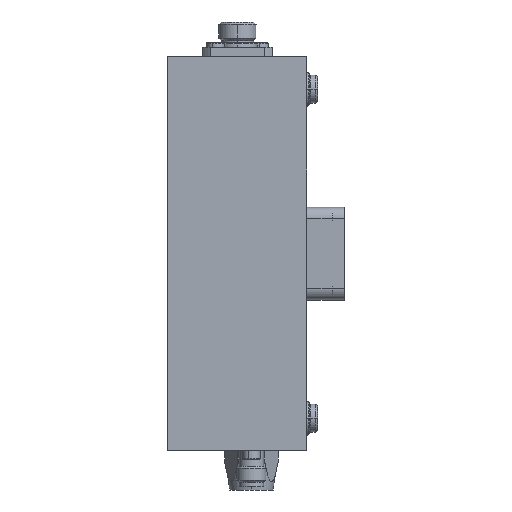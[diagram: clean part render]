
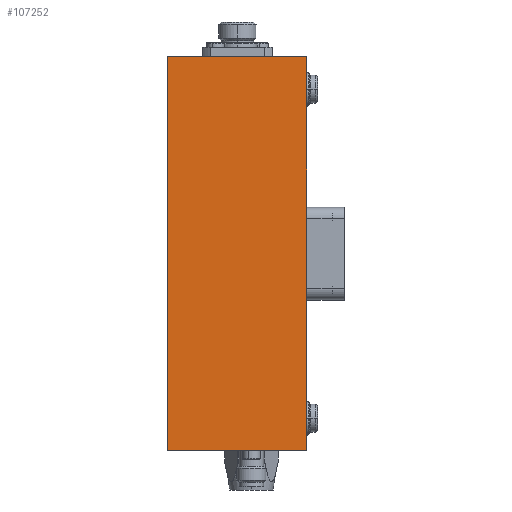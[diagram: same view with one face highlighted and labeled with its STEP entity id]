
A CAD part, left-side view. The second image highlights one B-rep face of the part: STEP entity #107252.
In plain terms, the highlighted planar face has unit normal (-1, 0, 0).
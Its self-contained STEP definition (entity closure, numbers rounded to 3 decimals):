
#44027 = CARTESIAN_POINT ( 'NONE',  ( -40., 30., -42.5 ) ) ;
#44105 = DIRECTION ( 'NONE',  ( 0., -1., 0. ) ) ;
#44107 = VECTOR ( 'NONE', #44105, 1000. ) ;
#44109 = CARTESIAN_POINT ( 'NONE',  ( -40., 30., -42.5 ) ) ;
#44116 = LINE ( 'NONE', #44109, #44107 ) ;
#44218 = CARTESIAN_POINT ( 'NONE',  ( -40., 0., -42.5 ) ) ;
#51987 = CARTESIAN_POINT ( 'NONE',  ( -40., 0., 42.5 ) ) ;
#52014 = VECTOR ( 'NONE', #52017, 1000. ) ;
#52015 = LINE ( 'NONE', #52018, #52014 ) ;
#52017 = DIRECTION ( 'NONE',  ( 0., 0., 1. ) ) ;
#52018 = CARTESIAN_POINT ( 'NONE',  ( -40., 0., -42.5 ) ) ;
#52077 = PLANE ( 'NONE',  #52097 ) ;
#52097 = AXIS2_PLACEMENT_3D ( 'NONE', #52146, #52145, #52144 ) ;
#52103 = CARTESIAN_POINT ( 'NONE',  ( -40., 30., 42.5 ) ) ;
#52114 = FACE_OUTER_BOUND ( 'NONE', #107260, .T. ) ;
#52140 = DIRECTION ( 'NONE',  ( 0., -1., 0. ) ) ;
#52141 = VECTOR ( 'NONE', #52140, 1000. ) ;
#52142 = CARTESIAN_POINT ( 'NONE',  ( -40., 30., 42.5 ) ) ;
#52143 = LINE ( 'NONE', #52142, #52141 ) ;
#52144 = DIRECTION ( 'NONE',  ( 0., 0., -1. ) ) ;
#52145 = DIRECTION ( 'NONE',  ( 1., 0., 0. ) ) ;
#52146 = CARTESIAN_POINT ( 'NONE',  ( -40., 30., -42.5 ) ) ;
#52214 = DIRECTION ( 'NONE',  ( 0., 0., 1. ) ) ;
#52215 = VECTOR ( 'NONE', #52214, 1000. ) ;
#52216 = CARTESIAN_POINT ( 'NONE',  ( -40., 30., -42.5 ) ) ;
#52217 = LINE ( 'NONE', #52216, #52215 ) ;
#81161 = VERTEX_POINT ( 'NONE', #44027 ) ;
#81168 = EDGE_CURVE ( 'NONE', #81161, #81188, #44116, .T. ) ;
#81188 = VERTEX_POINT ( 'NONE', #44218 ) ;
#107150 = ORIENTED_EDGE ( 'NONE', *, *, #107170, .T. ) ;
#107152 = VERTEX_POINT ( 'NONE', #51987 ) ;
#107170 = EDGE_CURVE ( 'NONE', #81188, #107152, #52015, .T. ) ;
#107247 = VERTEX_POINT ( 'NONE', #52103 ) ;
#107249 = ORIENTED_EDGE ( 'NONE', *, *, #107352, .F. ) ;
#107250 = ORIENTED_EDGE ( 'NONE', *, *, #81168, .T. ) ;
#107252 = ADVANCED_FACE ( 'NONE', ( #52114 ), #52077, .F. ) ;
#107253 = ORIENTED_EDGE ( 'NONE', *, *, #107254, .F. ) ;
#107254 = EDGE_CURVE ( 'NONE', #107247, #107152, #52143, .T. ) ;
#107260 = EDGE_LOOP ( 'NONE', ( #107150, #107253, #107249, #107250 ) ) ;
#107352 = EDGE_CURVE ( 'NONE', #81161, #107247, #52217, .T. ) ;
